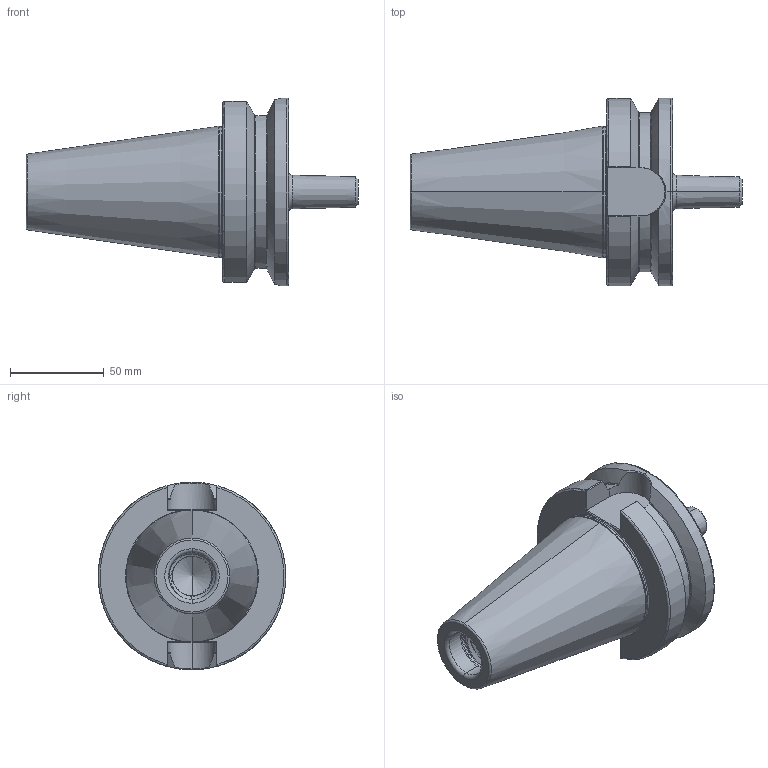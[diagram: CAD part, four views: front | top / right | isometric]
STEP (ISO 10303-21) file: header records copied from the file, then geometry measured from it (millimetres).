
FILE_DESCRIPTION (( 'STEP AP203' ), '1' );
FILE_NAME ('505.14.18.STEP', '2016-08-23T05:20:00', ( '' ), ( '' ), 'SwSTEP 2.0', 'SolidWorks 2012', '' );
FILE_SCHEMA (( 'CONFIG_CONTROL_DESIGN' ));
Length unit declared in the file: millimetre
Products named in the file (1): 505.14.18
Bounding box: 176.8 x 100 x 100 mm (x, y, z)
Volume: 478821.9 mm3; surface area: 52178.9 mm2
Topology: 1 solids, 1 shells, 120 faces, 305 edges, 186 vertices
Faces by surface type: cylinder 38, plane 28, cone 22, torus 22, bspline 10
Entity records: 7228 total; most frequent: CARTESIAN_POINT 4515, ORIENTED_EDGE 602, DIRECTION 500, EDGE_CURVE 301, AXIS2_PLACEMENT_3D 199, VERTEX_POINT 186, EDGE_LOOP 123, FACE_OUTER_BOUND 120
